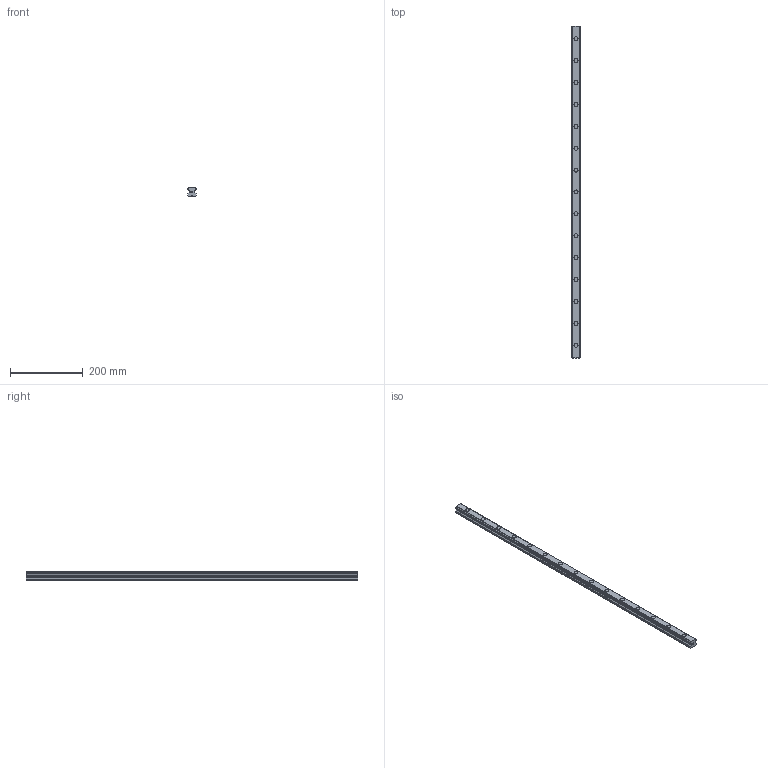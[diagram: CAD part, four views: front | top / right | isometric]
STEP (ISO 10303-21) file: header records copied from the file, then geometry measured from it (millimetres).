
FILE_DESCRIPTION(('STEP AP214'),'1');
FILE_NAME('cctmp_62FA81E7-06EE-4CFE-884D-D2E99EBAE0C9_2020_6_9_14_15_36_589..stp','2020-06-09T12:15:36',('HIWIN GmbH'),('CADClick - www.CADClick.com'),'Spatial InterOp 3D',' ','unknown authorization');
FILE_SCHEMA(('AUTOMOTIVE_DESIGN'));
Length unit declared in the file: millimetre
Products named in the file (1): HGR25R910H_FILE
Bounding box: 23 x 910 x 22 mm (x, y, z)
Volume: 378529.2 mm3; surface area: 93972.6 mm2
Topology: 1 solids, 1 shells, 291 faces, 765 edges, 510 vertices
Faces by surface type: plane 179, cylinder 112
Entity records: 11475 total; most frequent: DIRECTION 1693, CARTESIAN_POINT 1567, ORIENTED_EDGE 1530, EDGE_CURVE 765, AXIS2_PLACEMENT_3D 636, VERTEX_POINT 510, LINE 421, VECTOR 421
